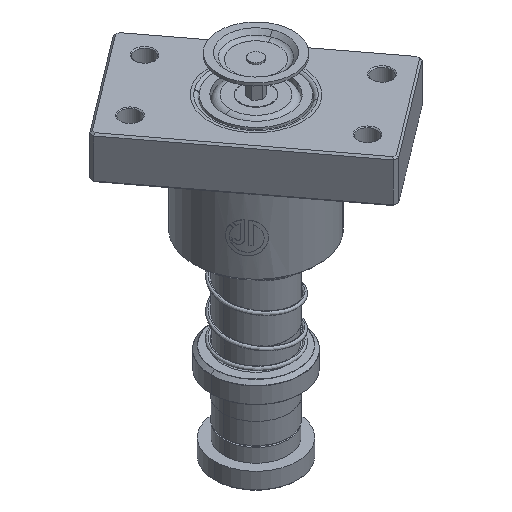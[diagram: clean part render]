
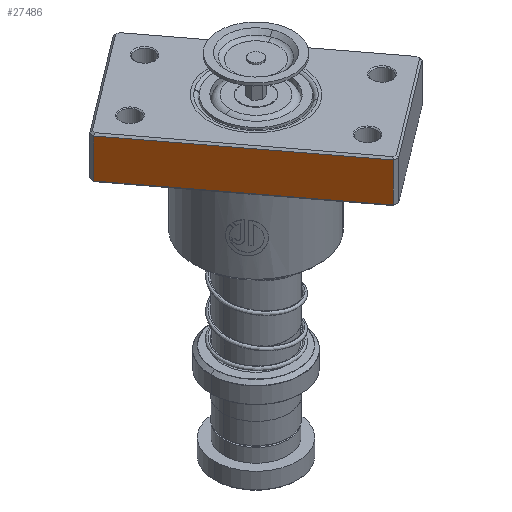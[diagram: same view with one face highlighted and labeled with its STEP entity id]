
A CAD part, isometric view. The second image highlights one B-rep face of the part: STEP entity #27486.
In plain terms, the highlighted face is planar.
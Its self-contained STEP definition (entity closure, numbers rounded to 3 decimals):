
#457 = FACE_OUTER_BOUND ( 'NONE', #52067, .T. ) ;
#1937 = VERTEX_POINT ( 'NONE', #35585 ) ;
#2399 = CARTESIAN_POINT ( 'NONE',  ( 63., 37.5, 25. ) ) ;
#2973 = EDGE_CURVE ( 'NONE', #21611, #41747, #18303, .T. ) ;
#5192 = CARTESIAN_POINT ( 'NONE',  ( 63., 37.5, 24. ) ) ;
#5482 = CARTESIAN_POINT ( 'NONE',  ( -63., 37.5, 25. ) ) ;
#5694 = DIRECTION ( 'NONE',  ( 1., 0., 0. ) ) ;
#6243 = LINE ( 'NONE', #44411, #45383 ) ;
#7262 = CARTESIAN_POINT ( 'NONE',  ( 63., 37.5, 24. ) ) ;
#8132 = CARTESIAN_POINT ( 'NONE',  ( -63., 37.5, 25. ) ) ;
#8900 = ORIENTED_EDGE ( 'NONE', *, *, #21747, .F. ) ;
#9433 = LINE ( 'NONE', #8132, #11286 ) ;
#11286 = VECTOR ( 'NONE', #28584, 1000. ) ;
#12903 = DIRECTION ( 'NONE',  ( 0., 0., -1. ) ) ;
#13448 = AXIS2_PLACEMENT_3D ( 'NONE', #5482, #25228, #12903 ) ;
#13890 = LINE ( 'NONE', #5192, #36628 ) ;
#14105 = CARTESIAN_POINT ( 'NONE',  ( -63., 37.5, 24. ) ) ;
#18303 = LINE ( 'NONE', #2399, #21440 ) ;
#19195 = EDGE_CURVE ( 'NONE', #30401, #21611, #13890, .T. ) ;
#21440 = VECTOR ( 'NONE', #30092, 1000. ) ;
#21611 = VERTEX_POINT ( 'NONE', #7262 ) ;
#21747 = EDGE_CURVE ( 'NONE', #30401, #1937, #9433, .T. ) ;
#25228 = DIRECTION ( 'NONE',  ( 0., -1., 0. ) ) ;
#27196 = ORIENTED_EDGE ( 'NONE', *, *, #19195, .T. ) ;
#27486 = ADVANCED_FACE ( 'NONE', ( #457 ), #36532, .F. ) ;
#28584 = DIRECTION ( 'NONE',  ( 0., 0., -1. ) ) ;
#30092 = DIRECTION ( 'NONE',  ( 0., 0., -1. ) ) ;
#30401 = VERTEX_POINT ( 'NONE', #14105 ) ;
#35585 = CARTESIAN_POINT ( 'NONE',  ( -63., 37.5, 1. ) ) ;
#36287 = DIRECTION ( 'NONE',  ( -1., 0., 0. ) ) ;
#36290 = ORIENTED_EDGE ( 'NONE', *, *, #38230, .T. ) ;
#36532 = PLANE ( 'NONE',  #13448 ) ;
#36628 = VECTOR ( 'NONE', #5694, 1000. ) ;
#38230 = EDGE_CURVE ( 'NONE', #41747, #1937, #6243, .T. ) ;
#40886 = ORIENTED_EDGE ( 'NONE', *, *, #2973, .T. ) ;
#41747 = VERTEX_POINT ( 'NONE', #51393 ) ;
#44411 = CARTESIAN_POINT ( 'NONE',  ( -63., 37.5, 1. ) ) ;
#45383 = VECTOR ( 'NONE', #36287, 1000. ) ;
#51393 = CARTESIAN_POINT ( 'NONE',  ( 63., 37.5, 1. ) ) ;
#52067 = EDGE_LOOP ( 'NONE', ( #40886, #36290, #8900, #27196 ) ) ;
